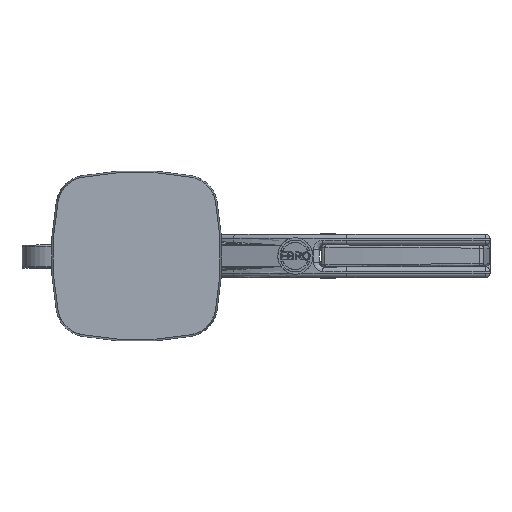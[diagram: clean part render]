
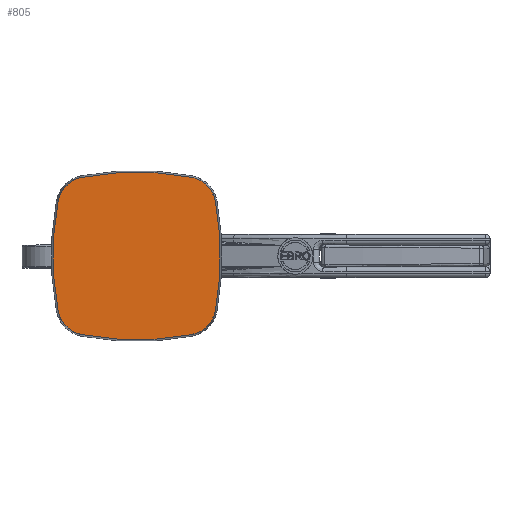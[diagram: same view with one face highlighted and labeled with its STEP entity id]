
A CAD part, top view. The second image highlights one B-rep face of the part: STEP entity #805.
In plain terms, the highlighted planar face has unit normal (0, 0, 1).
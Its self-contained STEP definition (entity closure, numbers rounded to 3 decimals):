
#443=CARTESIAN_POINT('',(23.949,34.528,157.));
#444=VERTEX_POINT('',#443);
#460=CARTESIAN_POINT('',(-23.949,34.528,157.));
#461=VERTEX_POINT('',#460);
#468=CARTESIAN_POINT('',(0.,-92.5,157.));
#469=DIRECTION('',(0.,0.,-1.0));
#470=DIRECTION('',(0.288,0.957,0.));
#471=AXIS2_PLACEMENT_3D('',#468,#469,#470);
#472=CIRCLE('',#471,129.266);
#473=EDGE_CURVE('',#444,#461,#472,.F.);
#483=CARTESIAN_POINT('',(34.528,23.949,157.));
#484=VERTEX_POINT('',#483);
#485=CARTESIAN_POINT('',(21.492,21.492,157.));
#486=DIRECTION('',(0.,0.,-1.0));
#487=DIRECTION('',(0.707,0.707,0.));
#488=AXIS2_PLACEMENT_3D('',#485,#486,#487);
#489=CIRCLE('',#488,13.266);
#490=EDGE_CURVE('',#444,#484,#489,.T.);
#525=CARTESIAN_POINT('',(-34.528,23.949,157.));
#526=VERTEX_POINT('',#525);
#533=CARTESIAN_POINT('',(-21.492,21.492,157.));
#534=DIRECTION('',(0.,0.,-1.0));
#535=DIRECTION('',(-0.707,0.707,0.));
#536=AXIS2_PLACEMENT_3D('',#533,#534,#535);
#537=CIRCLE('',#536,13.266);
#538=EDGE_CURVE('',#526,#461,#537,.T.);
#551=CARTESIAN_POINT('',(34.528,-23.949,157.));
#552=VERTEX_POINT('',#551);
#567=CARTESIAN_POINT('',(-92.5,0.,157.0));
#568=DIRECTION('',(0.,0.,-1.));
#569=DIRECTION('',(0.957,-0.288,0.));
#570=AXIS2_PLACEMENT_3D('',#567,#568,#569);
#571=CIRCLE('',#570,129.266);
#572=EDGE_CURVE('',#552,#484,#571,.F.);
#582=CARTESIAN_POINT('',(-34.528,-23.949,157.));
#583=VERTEX_POINT('',#582);
#592=CARTESIAN_POINT('',(92.5,0.,157.));
#593=DIRECTION('',(0.,0.,-1.));
#594=DIRECTION('',(-0.957,0.288,0.));
#595=AXIS2_PLACEMENT_3D('',#592,#593,#594);
#596=CIRCLE('',#595,129.266);
#597=EDGE_CURVE('',#526,#583,#596,.F.);
#615=CARTESIAN_POINT('',(23.949,-34.528,157.));
#616=VERTEX_POINT('',#615);
#617=CARTESIAN_POINT('',(21.492,-21.492,157.));
#618=DIRECTION('',(0.,0.,-1.0));
#619=DIRECTION('',(0.707,-0.707,0.));
#620=AXIS2_PLACEMENT_3D('',#617,#618,#619);
#621=CIRCLE('',#620,13.266);
#622=EDGE_CURVE('',#552,#616,#621,.T.);
#648=CARTESIAN_POINT('',(-23.949,-34.528,157.));
#649=VERTEX_POINT('',#648);
#650=CARTESIAN_POINT('',(-21.492,-21.492,157.));
#651=DIRECTION('',(0.,0.,-1.0));
#652=DIRECTION('',(-0.707,-0.707,0.));
#653=AXIS2_PLACEMENT_3D('',#650,#651,#652);
#654=CIRCLE('',#653,13.266);
#655=EDGE_CURVE('',#649,#583,#654,.T.);
#682=CARTESIAN_POINT('',(0.,92.5,157.));
#683=DIRECTION('',(0.,0.,-1.0));
#684=DIRECTION('',(-0.288,-0.957,0.));
#685=AXIS2_PLACEMENT_3D('',#682,#683,#684);
#686=CIRCLE('',#685,129.266);
#687=EDGE_CURVE('',#649,#616,#686,.F.);
#790=CARTESIAN_POINT('',(0.,-18.75,157.));
#791=DIRECTION('',(0.0,0.0,1.0));
#792=DIRECTION('',(1.0,0.0,0.0));
#793=AXIS2_PLACEMENT_3D('',#790,#791,#792);
#794=PLANE('',#793);
#795=ORIENTED_EDGE('',*,*,#622,.F.);
#796=ORIENTED_EDGE('',*,*,#572,.T.);
#797=ORIENTED_EDGE('',*,*,#490,.F.);
#798=ORIENTED_EDGE('',*,*,#473,.T.);
#799=ORIENTED_EDGE('',*,*,#538,.F.);
#800=ORIENTED_EDGE('',*,*,#597,.T.);
#801=ORIENTED_EDGE('',*,*,#655,.F.);
#802=ORIENTED_EDGE('',*,*,#687,.T.);
#803=EDGE_LOOP('',(#795,#796,#797,#798,#799,#800,#801,#802));
#804=FACE_OUTER_BOUND('',#803,.T.);
#805=ADVANCED_FACE('',(#804),#794,.T.);
